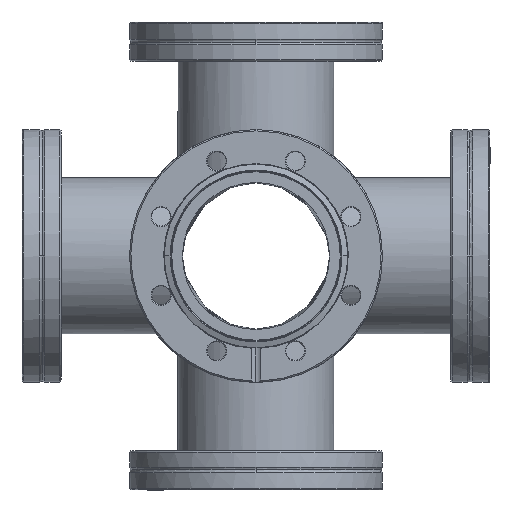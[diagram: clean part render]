
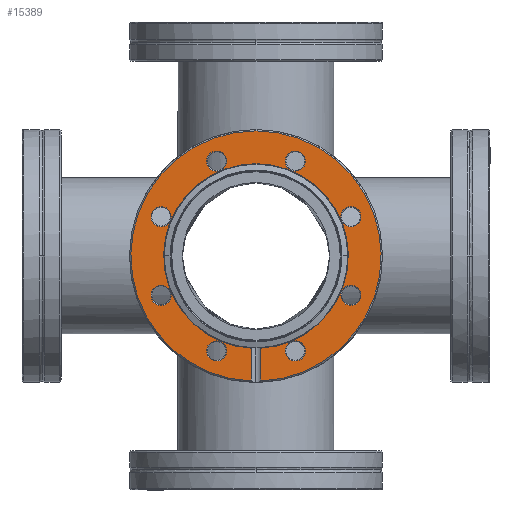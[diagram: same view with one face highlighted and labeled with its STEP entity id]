
A CAD part, front view. The second image highlights one B-rep face of the part: STEP entity #15389.
In plain terms, the highlighted planar face has unit normal (0, -1, 0).
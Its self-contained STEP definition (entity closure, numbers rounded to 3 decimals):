
#13581=CARTESIAN_POINT('',(0.,-105.0,56.15));
#13582=VERTEX_POINT('',#13581);
#13598=CARTESIAN_POINT('',(-2.04,-105.0,-56.113));
#13599=VERTEX_POINT('',#13598);
#13609=CARTESIAN_POINT('',(0.,-105.0,0.));
#13610=DIRECTION('',(0.0,1.0,0.0));
#13611=DIRECTION('',(0.0,0.0,1.0));
#13612=AXIS2_PLACEMENT_3D('',#13609,#13610,#13611);
#13613=CIRCLE('',#13612,56.15);
#13614=EDGE_CURVE('',#13599,#13582,#13613,.T.);
#13626=CARTESIAN_POINT('',(-13.142,-105.0,-42.591));
#13627=VERTEX_POINT('',#13626);
#13643=CARTESIAN_POINT('',(-22.142,-105.0,-42.591));
#13644=VERTEX_POINT('',#13643);
#13651=CARTESIAN_POINT('',(-17.642,-105.0,-42.591));
#13652=DIRECTION('',(0.0,-1.0,0.0));
#13653=DIRECTION('',(1.0,0.0,0.0));
#13654=AXIS2_PLACEMENT_3D('',#13651,#13652,#13653);
#13655=CIRCLE('',#13654,4.5);
#13656=EDGE_CURVE('',#13644,#13627,#13655,.T.);
#13765=CARTESIAN_POINT('',(20.824,-105.0,-39.409));
#13766=VERTEX_POINT('',#13765);
#13782=CARTESIAN_POINT('',(14.46,-105.0,-45.773));
#13783=VERTEX_POINT('',#13782);
#13790=CARTESIAN_POINT('',(17.642,-105.0,-42.591));
#13791=DIRECTION('',(0.,-1.0,0.));
#13792=DIRECTION('',(0.707,0.,0.707));
#13793=AXIS2_PLACEMENT_3D('',#13790,#13791,#13792);
#13794=CIRCLE('',#13793,4.5);
#13795=EDGE_CURVE('',#13783,#13766,#13794,.T.);
#13904=CARTESIAN_POINT('',(42.591,-105.0,-13.142));
#13905=VERTEX_POINT('',#13904);
#13921=CARTESIAN_POINT('',(42.591,-105.0,-22.142));
#13922=VERTEX_POINT('',#13921);
#13929=CARTESIAN_POINT('',(42.591,-105.0,-17.642));
#13930=DIRECTION('',(0.0,-1.0,0.0));
#13931=DIRECTION('',(0.0,0.0,1.0));
#13932=AXIS2_PLACEMENT_3D('',#13929,#13930,#13931);
#13933=CIRCLE('',#13932,4.5);
#13934=EDGE_CURVE('',#13922,#13905,#13933,.T.);
#14043=CARTESIAN_POINT('',(39.409,-105.0,20.824));
#14044=VERTEX_POINT('',#14043);
#14060=CARTESIAN_POINT('',(45.773,-105.0,14.46));
#14061=VERTEX_POINT('',#14060);
#14068=CARTESIAN_POINT('',(42.591,-105.0,17.642));
#14069=DIRECTION('',(0.,-1.0,0.));
#14070=DIRECTION('',(-0.707,0.,0.707));
#14071=AXIS2_PLACEMENT_3D('',#14068,#14069,#14070);
#14072=CIRCLE('',#14071,4.5);
#14073=EDGE_CURVE('',#14061,#14044,#14072,.T.);
#14182=CARTESIAN_POINT('',(13.142,-105.0,42.591));
#14183=VERTEX_POINT('',#14182);
#14199=CARTESIAN_POINT('',(22.142,-105.0,42.591));
#14200=VERTEX_POINT('',#14199);
#14207=CARTESIAN_POINT('',(17.642,-105.0,42.591));
#14208=DIRECTION('',(0.0,-1.0,0.0));
#14209=DIRECTION('',(-1.0,0.0,0.0));
#14210=AXIS2_PLACEMENT_3D('',#14207,#14208,#14209);
#14211=CIRCLE('',#14210,4.5);
#14212=EDGE_CURVE('',#14200,#14183,#14211,.T.);
#14321=CARTESIAN_POINT('',(-20.824,-105.0,39.409));
#14322=VERTEX_POINT('',#14321);
#14338=CARTESIAN_POINT('',(-14.46,-105.0,45.773));
#14339=VERTEX_POINT('',#14338);
#14346=CARTESIAN_POINT('',(-17.642,-105.0,42.591));
#14347=DIRECTION('',(0.,-1.,0.));
#14348=DIRECTION('',(-0.707,0.,-0.707));
#14349=AXIS2_PLACEMENT_3D('',#14346,#14347,#14348);
#14350=CIRCLE('',#14349,4.5);
#14351=EDGE_CURVE('',#14339,#14322,#14350,.T.);
#14460=CARTESIAN_POINT('',(-42.591,-105.0,13.142));
#14461=VERTEX_POINT('',#14460);
#14477=CARTESIAN_POINT('',(-42.591,-105.0,22.142));
#14478=VERTEX_POINT('',#14477);
#14485=CARTESIAN_POINT('',(-42.591,-105.0,17.642));
#14486=DIRECTION('',(0.0,-1.0,0.0));
#14487=DIRECTION('',(0.0,0.0,-1.0));
#14488=AXIS2_PLACEMENT_3D('',#14485,#14486,#14487);
#14489=CIRCLE('',#14488,4.5);
#14490=EDGE_CURVE('',#14478,#14461,#14489,.T.);
#14599=CARTESIAN_POINT('',(-39.409,-105.0,-20.824));
#14600=VERTEX_POINT('',#14599);
#14616=CARTESIAN_POINT('',(-45.773,-105.0,-14.46));
#14617=VERTEX_POINT('',#14616);
#14624=CARTESIAN_POINT('',(-42.591,-105.0,-17.642));
#14625=DIRECTION('',(0.,-1.0,0.));
#14626=DIRECTION('',(0.707,0.,-0.707));
#14627=AXIS2_PLACEMENT_3D('',#14624,#14625,#14626);
#14628=CIRCLE('',#14627,4.5);
#14629=EDGE_CURVE('',#14617,#14600,#14628,.T.);
#14803=CARTESIAN_POINT('',(2.04,-105.0,-56.113));
#14804=VERTEX_POINT('',#14803);
#14814=CARTESIAN_POINT('',(2.04,-105.0,-41.375));
#14815=VERTEX_POINT('',#14814);
#14816=CARTESIAN_POINT('',(2.04,-105.0,-41.375));
#14817=DIRECTION('',(0.0,0.0,-1.0));
#14818=VECTOR('',#14817,14.738);
#14819=LINE('',#14816,#14818);
#14820=EDGE_CURVE('',#14815,#14804,#14819,.T.);
#14963=CARTESIAN_POINT('',(0.,-105.0,41.425));
#14964=VERTEX_POINT('',#14963);
#14971=CARTESIAN_POINT('',(-2.04,-105.0,-41.375));
#14972=VERTEX_POINT('',#14971);
#14973=CARTESIAN_POINT('',(0.,-105.0,0.));
#14974=DIRECTION('',(0.0,-1.0,0.0));
#14975=DIRECTION('',(0.0,0.0,1.0));
#14976=AXIS2_PLACEMENT_3D('',#14973,#14974,#14975);
#14977=CIRCLE('',#14976,41.425);
#14978=EDGE_CURVE('',#14964,#14972,#14977,.T.);
#15033=CARTESIAN_POINT('',(0.,-105.0,0.));
#15034=DIRECTION('',(0.0,-1.0,0.0));
#15035=DIRECTION('',(0.0,0.0,1.0));
#15036=AXIS2_PLACEMENT_3D('',#15033,#15034,#15035);
#15037=CIRCLE('',#15036,41.425);
#15038=EDGE_CURVE('',#14815,#14964,#15037,.T.);
#15096=CARTESIAN_POINT('',(-2.04,-105.0,-56.113));
#15097=DIRECTION('',(0.0,0.0,1.0));
#15098=VECTOR('',#15097,14.738);
#15099=LINE('',#15096,#15098);
#15100=EDGE_CURVE('',#13599,#14972,#15099,.T.);
#15284=CARTESIAN_POINT('',(-42.591,-105.0,-17.642));
#15285=DIRECTION('',(0.,-1.0,0.));
#15286=DIRECTION('',(0.707,0.,-0.707));
#15287=AXIS2_PLACEMENT_3D('',#15284,#15285,#15286);
#15288=CIRCLE('',#15287,4.5);
#15289=EDGE_CURVE('',#14600,#14617,#15288,.T.);
#15296=CARTESIAN_POINT('',(0.,-105.0,-48.988));
#15297=DIRECTION('',(0.0,-1.0,0.0));
#15298=DIRECTION('',(-1.0,0.0,0.0));
#15299=AXIS2_PLACEMENT_3D('',#15296,#15297,#15298);
#15300=PLANE('',#15299);
#15301=ORIENTED_EDGE('',*,*,#15038,.F.);
#15302=ORIENTED_EDGE('',*,*,#14820,.T.);
#15303=CARTESIAN_POINT('',(0.,-105.0,0.));
#15304=DIRECTION('',(0.0,1.0,0.0));
#15305=DIRECTION('',(0.0,0.0,1.0));
#15306=AXIS2_PLACEMENT_3D('',#15303,#15304,#15305);
#15307=CIRCLE('',#15306,56.15);
#15308=EDGE_CURVE('',#13582,#14804,#15307,.T.);
#15309=ORIENTED_EDGE('',*,*,#15308,.F.);
#15310=ORIENTED_EDGE('',*,*,#13614,.F.);
#15311=ORIENTED_EDGE('',*,*,#15100,.T.);
#15312=ORIENTED_EDGE('',*,*,#14978,.F.);
#15313=EDGE_LOOP('',(#15301,#15302,#15309,#15310,#15311,#15312));
#15314=FACE_OUTER_BOUND('',#15313,.T.);
#15315=ORIENTED_EDGE('',*,*,#14490,.F.);
#15316=CARTESIAN_POINT('',(-42.591,-105.0,17.642));
#15317=DIRECTION('',(0.0,-1.0,0.0));
#15318=DIRECTION('',(0.0,0.0,-1.0));
#15319=AXIS2_PLACEMENT_3D('',#15316,#15317,#15318);
#15320=CIRCLE('',#15319,4.5);
#15321=EDGE_CURVE('',#14461,#14478,#15320,.T.);
#15322=ORIENTED_EDGE('',*,*,#15321,.F.);
#15323=EDGE_LOOP('',(#15315,#15322));
#15324=FACE_BOUND('',#15323,.T.);
#15325=ORIENTED_EDGE('',*,*,#14212,.F.);
#15326=CARTESIAN_POINT('',(17.642,-105.0,42.591));
#15327=DIRECTION('',(0.0,-1.0,0.0));
#15328=DIRECTION('',(-1.0,0.0,0.0));
#15329=AXIS2_PLACEMENT_3D('',#15326,#15327,#15328);
#15330=CIRCLE('',#15329,4.5);
#15331=EDGE_CURVE('',#14183,#14200,#15330,.T.);
#15332=ORIENTED_EDGE('',*,*,#15331,.F.);
#15333=EDGE_LOOP('',(#15325,#15332));
#15334=FACE_BOUND('',#15333,.T.);
#15335=ORIENTED_EDGE('',*,*,#13934,.F.);
#15336=CARTESIAN_POINT('',(42.591,-105.0,-17.642));
#15337=DIRECTION('',(0.0,-1.0,0.0));
#15338=DIRECTION('',(0.0,0.0,1.0));
#15339=AXIS2_PLACEMENT_3D('',#15336,#15337,#15338);
#15340=CIRCLE('',#15339,4.5);
#15341=EDGE_CURVE('',#13905,#13922,#15340,.T.);
#15342=ORIENTED_EDGE('',*,*,#15341,.F.);
#15343=EDGE_LOOP('',(#15335,#15342));
#15344=FACE_BOUND('',#15343,.T.);
#15345=ORIENTED_EDGE('',*,*,#13656,.F.);
#15346=CARTESIAN_POINT('',(-17.642,-105.0,-42.591));
#15347=DIRECTION('',(0.0,-1.0,0.0));
#15348=DIRECTION('',(1.0,0.0,0.0));
#15349=AXIS2_PLACEMENT_3D('',#15346,#15347,#15348);
#15350=CIRCLE('',#15349,4.5);
#15351=EDGE_CURVE('',#13627,#13644,#15350,.T.);
#15352=ORIENTED_EDGE('',*,*,#15351,.F.);
#15353=EDGE_LOOP('',(#15345,#15352));
#15354=FACE_BOUND('',#15353,.T.);
#15355=ORIENTED_EDGE('',*,*,#13795,.F.);
#15356=CARTESIAN_POINT('',(17.642,-105.0,-42.591));
#15357=DIRECTION('',(0.,-1.0,0.));
#15358=DIRECTION('',(0.707,0.,0.707));
#15359=AXIS2_PLACEMENT_3D('',#15356,#15357,#15358);
#15360=CIRCLE('',#15359,4.5);
#15361=EDGE_CURVE('',#13766,#13783,#15360,.T.);
#15362=ORIENTED_EDGE('',*,*,#15361,.F.);
#15363=EDGE_LOOP('',(#15355,#15362));
#15364=FACE_BOUND('',#15363,.T.);
#15365=ORIENTED_EDGE('',*,*,#14073,.F.);
#15366=CARTESIAN_POINT('',(42.591,-105.0,17.642));
#15367=DIRECTION('',(0.,-1.0,0.));
#15368=DIRECTION('',(-0.707,0.,0.707));
#15369=AXIS2_PLACEMENT_3D('',#15366,#15367,#15368);
#15370=CIRCLE('',#15369,4.5);
#15371=EDGE_CURVE('',#14044,#14061,#15370,.T.);
#15372=ORIENTED_EDGE('',*,*,#15371,.F.);
#15373=EDGE_LOOP('',(#15365,#15372));
#15374=FACE_BOUND('',#15373,.T.);
#15375=ORIENTED_EDGE('',*,*,#14351,.F.);
#15376=CARTESIAN_POINT('',(-17.642,-105.0,42.591));
#15377=DIRECTION('',(0.,-1.,0.));
#15378=DIRECTION('',(-0.707,0.,-0.707));
#15379=AXIS2_PLACEMENT_3D('',#15376,#15377,#15378);
#15380=CIRCLE('',#15379,4.5);
#15381=EDGE_CURVE('',#14322,#14339,#15380,.T.);
#15382=ORIENTED_EDGE('',*,*,#15381,.F.);
#15383=EDGE_LOOP('',(#15375,#15382));
#15384=FACE_BOUND('',#15383,.T.);
#15385=ORIENTED_EDGE('',*,*,#14629,.F.);
#15386=ORIENTED_EDGE('',*,*,#15289,.F.);
#15387=EDGE_LOOP('',(#15385,#15386));
#15388=FACE_BOUND('',#15387,.T.);
#15389=ADVANCED_FACE('',(#15314,#15324,#15334,#15344,#15354,#15364,#15374,#15384,#15388),#15300,.T.);
